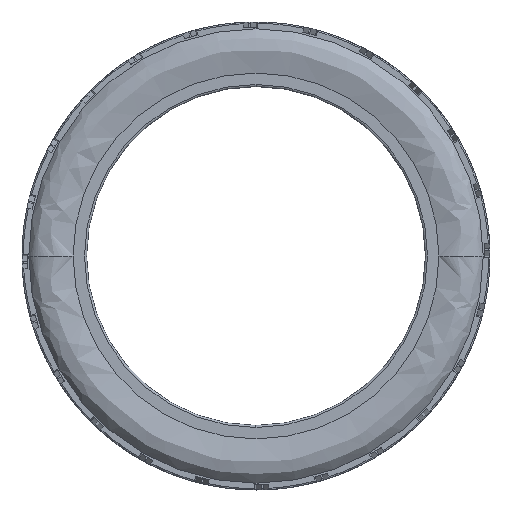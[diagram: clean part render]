
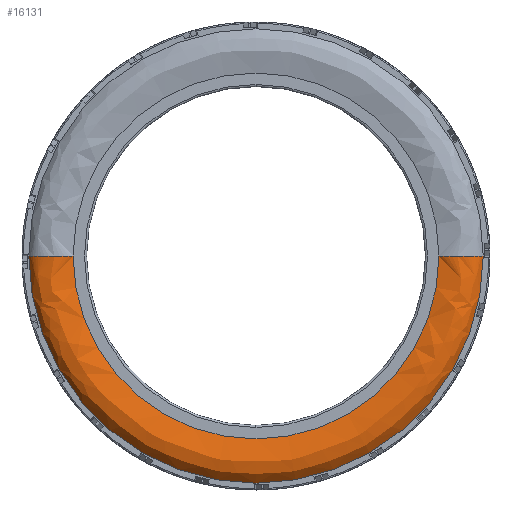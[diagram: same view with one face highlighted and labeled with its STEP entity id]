
A CAD part, left-side view. The second image highlights one B-rep face of the part: STEP entity #16131.
In plain terms, the highlighted free-form (B-spline) face has degree [3, 3] with [5, 4] control points.
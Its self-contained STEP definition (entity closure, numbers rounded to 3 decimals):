
#444 = VERTEX_POINT ( 'NONE', #15913 ) ;
#917 = ORIENTED_EDGE ( 'NONE', *, *, #17036, .F. ) ;
#1272 = CIRCLE ( 'NONE', #9996, 27. ) ;
#1495 = CARTESIAN_POINT ( 'NONE',  ( -14.038, -30.445, 0. ) ) ;
#2765 = EDGE_CURVE ( 'NONE', #4000, #5931, #28365, .T. ) ;
#3808 = CARTESIAN_POINT ( 'NONE',  ( -13., -27., 0. ) ) ;
#3925 = CARTESIAN_POINT ( 'NONE',  ( -14.038, -30.445, -60.89 ) ) ;
#4000 = VERTEX_POINT ( 'NONE', #15927 ) ;
#4412 = CARTESIAN_POINT ( 'NONE',  ( -13., 27., -54. ) ) ;
#5931 = VERTEX_POINT ( 'NONE', #10557 ) ;
#6765 = CARTESIAN_POINT ( 'NONE',  ( -12., -33.53, 0. ) ) ;
#9241 = CARTESIAN_POINT ( 'NONE',  ( -13., -27., -54. ) ) ;
#9353 = CARTESIAN_POINT ( 'NONE',  ( -13.132, -32.892, 0. ) ) ;
#9594 = CARTESIAN_POINT ( 'NONE',  ( -13.528, -27.831, -55.662 ) ) ;
#9799 = CARTESIAN_POINT ( 'NONE',  ( -13., 0., 0. ) ) ;
#9996 = AXIS2_PLACEMENT_3D ( 'NONE', #9799, #31436, #10170 ) ;
#10170 = DIRECTION ( 'NONE',  ( 0., 0., 1. ) ) ;
#10557 = CARTESIAN_POINT ( 'NONE',  ( -13., -27., 0. ) ) ;
#12122 = CARTESIAN_POINT ( 'NONE',  ( -13.132, 32.892, 0. ) ) ;
#14057 = CARTESIAN_POINT ( 'NONE',  ( -13.132, -32.892, 0. ) ) ;
#14387 = FACE_OUTER_BOUND ( 'NONE', #29054, .T. ) ;
#14878 = CARTESIAN_POINT ( 'NONE',  ( -13.132, 32.892, -65.783 ) ) ;
#14953 = EDGE_CURVE ( 'NONE', #29380, #444, #34563, .T. ) ;
#14994 = CARTESIAN_POINT ( 'NONE',  ( -13.528, -27.831, 0. ) ) ;
#15080 = AXIS2_PLACEMENT_3D ( 'NONE', #21817, #30232, #30013 ) ;
#15261 = DIRECTION ( 'NONE',  ( -1., 0., 0. ) ) ;
#15662 = VERTEX_POINT ( 'NONE', #31362 ) ;
#15913 = CARTESIAN_POINT ( 'NONE',  ( -13., 0., -27. ) ) ;
#15927 = CARTESIAN_POINT ( 'NONE',  ( -12., -33.53, 0. ) ) ;
#16131 = ADVANCED_FACE ( 'NONE', ( #14387 ), #17142, .F. ) ;
#16282 = AXIS2_PLACEMENT_3D ( 'NONE', #31596, #15261, #20976 ) ;
#16898 = CIRCLE ( 'NONE', #16282, 33.53 ) ;
#17036 = EDGE_CURVE ( 'NONE', #15662, #29380, #26319, .T. ) ;
#17142 =( BOUNDED_SURFACE ( )  B_SPLINE_SURFACE ( 3, 3, ( 
 ( #25368, #23015, #31081, #6765 ),
 ( #20127, #14878, #33804, #9353 ),
 ( #17608, #17718, #3925, #1495 ),
 ( #17840, #22901, #9594, #14994 ),
 ( #25601, #4412, #9241, #23133 ) ),
 .UNSPECIFIED., .F., .F., .F. ) 
 B_SPLINE_SURFACE_WITH_KNOTS ( ( 4, 1, 4 ),
 ( 4, 4 ),
 ( 0., 0.539, 1. ),
 ( 0., 1. ),
 .UNSPECIFIED. ) 
 GEOMETRIC_REPRESENTATION_ITEM ( )  RATIONAL_B_SPLINE_SURFACE ( (
 ( 1., 0.333, 0.333, 1.),
 ( 1., 0.333, 0.333, 1.),
 ( 1., 0.333, 0.333, 1.),
 ( 1., 0.333, 0.333, 1.),
 ( 1., 0.333, 0.333, 1.) ) ) 
 REPRESENTATION_ITEM ( '' )  SURFACE ( )  );
#17337 = CARTESIAN_POINT ( 'NONE',  ( -13., 27., 0. ) ) ;
#17608 = CARTESIAN_POINT ( 'NONE',  ( -14.038, 30.445, 0. ) ) ;
#17706 = EDGE_CURVE ( 'NONE', #15662, #4000, #16898, .T. ) ;
#17718 = CARTESIAN_POINT ( 'NONE',  ( -14.038, 30.445, -60.89 ) ) ;
#17840 = CARTESIAN_POINT ( 'NONE',  ( -13.528, 27.831, 0. ) ) ;
#18712 = EDGE_CURVE ( 'NONE', #444, #5931, #1272, .T. ) ;
#19797 = CARTESIAN_POINT ( 'NONE',  ( -13., 27., 0. ) ) ;
#19871 = CARTESIAN_POINT ( 'NONE',  ( -12., 33.53, 0. ) ) ;
#20127 = CARTESIAN_POINT ( 'NONE',  ( -13.132, 32.892, 0. ) ) ;
#20976 = DIRECTION ( 'NONE',  ( 0., 0., 1. ) ) ;
#21817 = CARTESIAN_POINT ( 'NONE',  ( -13., 0., 0. ) ) ;
#22901 = CARTESIAN_POINT ( 'NONE',  ( -13.528, 27.831, -55.662 ) ) ;
#23015 = CARTESIAN_POINT ( 'NONE',  ( -12., 33.53, -67.06 ) ) ;
#23133 = CARTESIAN_POINT ( 'NONE',  ( -13., -27., 0. ) ) ;
#23803 = ORIENTED_EDGE ( 'NONE', *, *, #14953, .F. ) ;
#24210 = CARTESIAN_POINT ( 'NONE',  ( -12., -33.53, 0. ) ) ;
#24512 = ORIENTED_EDGE ( 'NONE', *, *, #17706, .T. ) ;
#25368 = CARTESIAN_POINT ( 'NONE',  ( -12., 33.53, 0. ) ) ;
#25369 = CARTESIAN_POINT ( 'NONE',  ( -14.038, -30.445, 0. ) ) ;
#25565 = CARTESIAN_POINT ( 'NONE',  ( -13.528, 27.831, 0. ) ) ;
#25601 = CARTESIAN_POINT ( 'NONE',  ( -13., 27., 0. ) ) ;
#26319 = B_SPLINE_CURVE_WITH_KNOTS ( 'NONE', 3,
 ( #19871, #12122, #28381, #25565, #17337 ),
 .UNSPECIFIED., .F., .F.,
 ( 4, 1, 4 ),
 ( 0., 0.539, 1. ),
 .UNSPECIFIED. ) ;
#26435 = ORIENTED_EDGE ( 'NONE', *, *, #2765, .T. ) ;
#26502 = ORIENTED_EDGE ( 'NONE', *, *, #18712, .F. ) ;
#27962 = CARTESIAN_POINT ( 'NONE',  ( -13.528, -27.831, 0. ) ) ;
#28365 = B_SPLINE_CURVE_WITH_KNOTS ( 'NONE', 3,
 ( #24210, #14057, #25369, #27962, #3808 ),
 .UNSPECIFIED., .F., .F.,
 ( 4, 1, 4 ),
 ( 0., 0.539, 1. ),
 .UNSPECIFIED. ) ;
#28381 = CARTESIAN_POINT ( 'NONE',  ( -14.038, 30.445, 0. ) ) ;
#29054 = EDGE_LOOP ( 'NONE', ( #24512, #26435, #26502, #23803, #917 ) ) ;
#29380 = VERTEX_POINT ( 'NONE', #19797 ) ;
#30013 = DIRECTION ( 'NONE',  ( 0., 0., 1. ) ) ;
#30232 = DIRECTION ( 'NONE',  ( -1., 0., 0. ) ) ;
#31081 = CARTESIAN_POINT ( 'NONE',  ( -12., -33.53, -67.06 ) ) ;
#31362 = CARTESIAN_POINT ( 'NONE',  ( -12., 33.53, 0. ) ) ;
#31436 = DIRECTION ( 'NONE',  ( -1., 0., 0. ) ) ;
#31596 = CARTESIAN_POINT ( 'NONE',  ( -12., 0., 0. ) ) ;
#33804 = CARTESIAN_POINT ( 'NONE',  ( -13.132, -32.892, -65.783 ) ) ;
#34563 = CIRCLE ( 'NONE', #15080, 27. ) ;
